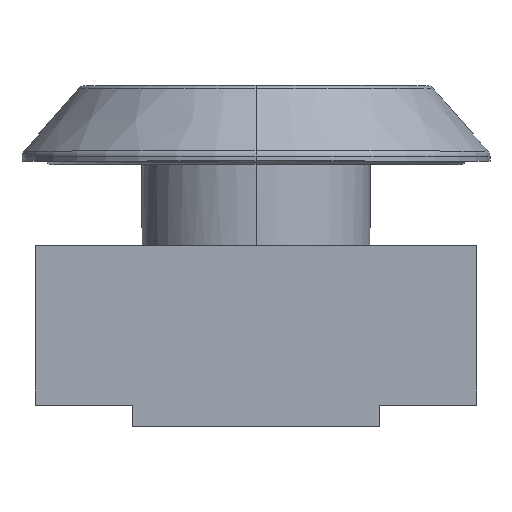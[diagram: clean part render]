
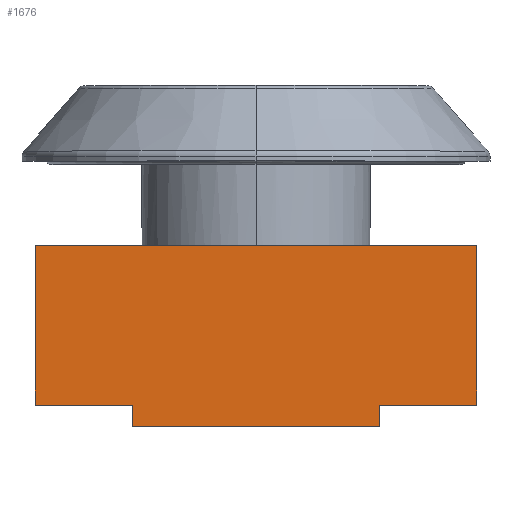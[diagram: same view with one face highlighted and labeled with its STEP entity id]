
A CAD part, top view. The second image highlights one B-rep face of the part: STEP entity #1676.
In plain terms, the highlighted planar face has unit normal (0, 0, 1).
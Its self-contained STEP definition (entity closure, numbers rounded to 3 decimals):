
#92 = VERTEX_POINT ( 'NONE', #408 ) ;
#134 = FACE_OUTER_BOUND ( 'NONE', #576, .T. ) ;
#195 = VECTOR ( 'NONE', #2346, 1000. ) ;
#210 = EDGE_CURVE ( 'NONE', #4468, #4730, #2611, .T. ) ;
#401 = DIRECTION ( 'NONE',  ( -1., 0., 0. ) ) ;
#408 = CARTESIAN_POINT ( 'NONE',  ( -21., -23.2, 15. ) ) ;
#468 = CARTESIAN_POINT ( 'NONE',  ( 11.75, -25.2, 15. ) ) ;
#531 = EDGE_CURVE ( 'NONE', #92, #6019, #4431, .T. ) ;
#576 = EDGE_LOOP ( 'NONE', ( #5230, #3674, #4004, #2084, #2324, #3533, #4630, #5541 ) ) ;
#650 = DIRECTION ( 'NONE',  ( 0., 0., -1. ) ) ;
#726 = DIRECTION ( 'NONE',  ( 0., -1., 0. ) ) ;
#922 = EDGE_CURVE ( 'NONE', #1341, #6019, #5900, .T. ) ;
#1050 = LINE ( 'NONE', #5211, #4805 ) ;
#1158 = CARTESIAN_POINT ( 'NONE',  ( 11.75, -25.2, 15. ) ) ;
#1239 = LINE ( 'NONE', #4814, #4855 ) ;
#1322 = VECTOR ( 'NONE', #726, 1000. ) ;
#1341 = VERTEX_POINT ( 'NONE', #3023 ) ;
#1676 = ADVANCED_FACE ( 'NONE', ( #134 ), #3576, .F. ) ;
#2011 = EDGE_CURVE ( 'NONE', #6221, #4468, #1050, .T. ) ;
#2080 = VECTOR ( 'NONE', #3355, 1000. ) ;
#2084 = ORIENTED_EDGE ( 'NONE', *, *, #5006, .F. ) ;
#2324 = ORIENTED_EDGE ( 'NONE', *, *, #210, .F. ) ;
#2346 = DIRECTION ( 'NONE',  ( -1., 0., 0. ) ) ;
#2577 = CARTESIAN_POINT ( 'NONE',  ( 21., -25.2, 15. ) ) ;
#2611 = LINE ( 'NONE', #1158, #1322 ) ;
#2775 = CARTESIAN_POINT ( 'NONE',  ( -11.75, -25.2, 15. ) ) ;
#2871 = CARTESIAN_POINT ( 'NONE',  ( -11.75, -25.2, 15. ) ) ;
#2923 = CARTESIAN_POINT ( 'NONE',  ( -11.75, -23.2, 15. ) ) ;
#2939 = VECTOR ( 'NONE', #3283, 1000. ) ;
#2945 = DIRECTION ( 'NONE',  ( -1., 0., 0. ) ) ;
#2964 = VECTOR ( 'NONE', #3990, 1000. ) ;
#3023 = CARTESIAN_POINT ( 'NONE',  ( 21., -8., 15. ) ) ;
#3256 = VECTOR ( 'NONE', #2945, 1000. ) ;
#3283 = DIRECTION ( 'NONE',  ( 0., 1., 0. ) ) ;
#3355 = DIRECTION ( 'NONE',  ( 0., 1., 0. ) ) ;
#3372 = LINE ( 'NONE', #2871, #2080 ) ;
#3432 = CARTESIAN_POINT ( 'NONE',  ( 21., -8., 15. ) ) ;
#3533 = ORIENTED_EDGE ( 'NONE', *, *, #2011, .F. ) ;
#3576 = PLANE ( 'NONE',  #4829 ) ;
#3674 = ORIENTED_EDGE ( 'NONE', *, *, #3858, .F. ) ;
#3790 = EDGE_CURVE ( 'NONE', #6221, #1341, #4260, .T. ) ;
#3858 = EDGE_CURVE ( 'NONE', #5674, #92, #4108, .T. ) ;
#3990 = DIRECTION ( 'NONE',  ( 0., 1., 0. ) ) ;
#4004 = ORIENTED_EDGE ( 'NONE', *, *, #5058, .F. ) ;
#4077 = DIRECTION ( 'NONE',  ( -1., 0., 0. ) ) ;
#4108 = LINE ( 'NONE', #5802, #195 ) ;
#4227 = DIRECTION ( 'NONE',  ( -1., 0., 0. ) ) ;
#4260 = LINE ( 'NONE', #5265, #2939 ) ;
#4431 = LINE ( 'NONE', #5950, #2964 ) ;
#4468 = VERTEX_POINT ( 'NONE', #5118 ) ;
#4630 = ORIENTED_EDGE ( 'NONE', *, *, #3790, .T. ) ;
#4730 = VERTEX_POINT ( 'NONE', #468 ) ;
#4754 = CARTESIAN_POINT ( 'NONE',  ( 21., -23.2, 15. ) ) ;
#4805 = VECTOR ( 'NONE', #4227, 1000. ) ;
#4814 = CARTESIAN_POINT ( 'NONE',  ( 21., -25.2, 15. ) ) ;
#4829 = AXIS2_PLACEMENT_3D ( 'NONE', #2577, #650, #4077 ) ;
#4855 = VECTOR ( 'NONE', #401, 1000. ) ;
#4948 = VERTEX_POINT ( 'NONE', #2775 ) ;
#5006 = EDGE_CURVE ( 'NONE', #4730, #4948, #1239, .T. ) ;
#5058 = EDGE_CURVE ( 'NONE', #4948, #5674, #3372, .T. ) ;
#5118 = CARTESIAN_POINT ( 'NONE',  ( 11.75, -23.2, 15. ) ) ;
#5211 = CARTESIAN_POINT ( 'NONE',  ( 21., -23.2, 15. ) ) ;
#5230 = ORIENTED_EDGE ( 'NONE', *, *, #531, .F. ) ;
#5265 = CARTESIAN_POINT ( 'NONE',  ( 21., -25.2, 15. ) ) ;
#5541 = ORIENTED_EDGE ( 'NONE', *, *, #922, .T. ) ;
#5674 = VERTEX_POINT ( 'NONE', #2923 ) ;
#5676 = CARTESIAN_POINT ( 'NONE',  ( -21., -8., 15. ) ) ;
#5802 = CARTESIAN_POINT ( 'NONE',  ( -21., -23.2, 15. ) ) ;
#5900 = LINE ( 'NONE', #3432, #3256 ) ;
#5950 = CARTESIAN_POINT ( 'NONE',  ( -21., -25.2, 15. ) ) ;
#6019 = VERTEX_POINT ( 'NONE', #5676 ) ;
#6221 = VERTEX_POINT ( 'NONE', #4754 ) ;
